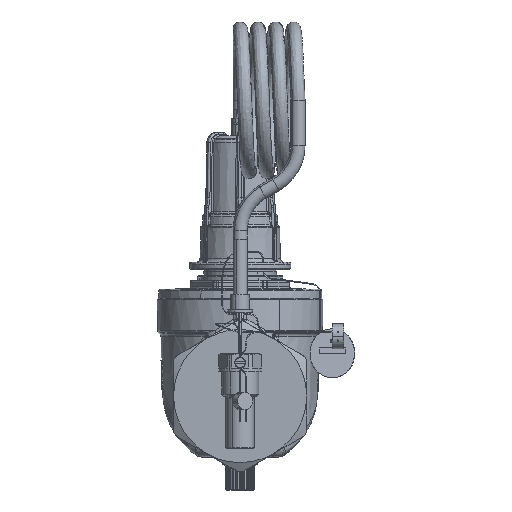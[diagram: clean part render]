
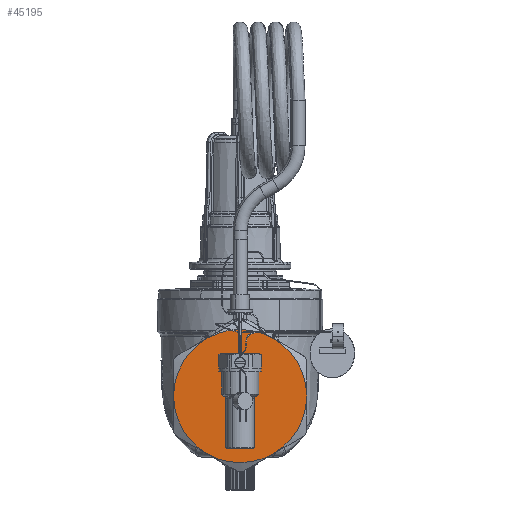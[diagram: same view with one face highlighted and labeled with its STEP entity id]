
A CAD part, front view. The second image highlights one B-rep face of the part: STEP entity #45195.
In plain terms, the highlighted planar face has unit normal (0, -1, 0).
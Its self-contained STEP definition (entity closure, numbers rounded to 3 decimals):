
#40677=CARTESIAN_POINT('Vertex',(-26.938,-82.029,51.912)) ;
#41071=CARTESIAN_POINT('Vertex',(10.462,-82.029,51.912)) ;
#42135=CARTESIAN_POINT('Vertex',(-45.638,-82.029,19.522)) ;
#42138=CARTESIAN_POINT('Axis2P3D Location',(-8.238,-82.029,19.522)) ;
#42152=CARTESIAN_POINT('Axis2P3D Location',(-8.238,-82.029,19.522)) ;
#42156=CARTESIAN_POINT('Vertex',(9.692,-82.029,52.344)) ;
#42860=CARTESIAN_POINT('Axis2P3D Location',(-8.238,-82.029,19.522)) ;
#42871=CARTESIAN_POINT('Axis2P3D Location',(-8.238,-82.029,19.522)) ;
#42875=CARTESIAN_POINT('Vertex',(29.162,-82.029,19.522)) ;
#45154=CARTESIAN_POINT('Axis2P3D Location',(-8.238,-82.029,-17.878)) ;
#45159=CARTESIAN_POINT('Axis2P3D Location',(-8.238,-82.029,19.522)) ;
#45163=CARTESIAN_POINT('Vertex',(-26.938,-82.029,-12.867)) ;
#45166=CARTESIAN_POINT('Axis2P3D Location',(-8.238,-82.029,19.522)) ;
#45170=CARTESIAN_POINT('Vertex',(-26.169,-82.029,-13.299)) ;
#45173=CARTESIAN_POINT('Axis2P3D Location',(-8.238,-82.029,19.522)) ;
#45177=CARTESIAN_POINT('Vertex',(10.462,-82.029,-12.867)) ;
#45180=CARTESIAN_POINT('Axis2P3D Location',(-8.238,-82.029,19.522)) ;
#42139=DIRECTION('Axis2P3D Direction',(0.,1.,0.)) ;
#42153=DIRECTION('Axis2P3D Direction',(0.,1.,0.)) ;
#42861=DIRECTION('Axis2P3D Direction',(0.,1.,0.)) ;
#42872=DIRECTION('Axis2P3D Direction',(0.,1.,0.)) ;
#45155=DIRECTION('Axis2P3D Direction',(0.,1.,0.)) ;
#45156=DIRECTION('Axis2P3D XDirection',(1.,0.,0.)) ;
#45160=DIRECTION('Axis2P3D Direction',(0.,1.,0.)) ;
#45167=DIRECTION('Axis2P3D Direction',(0.,1.,0.)) ;
#45174=DIRECTION('Axis2P3D Direction',(0.,1.,0.)) ;
#45181=DIRECTION('Axis2P3D Direction',(0.,1.,0.)) ;
#42140=AXIS2_PLACEMENT_3D('Circle Axis2P3D',#42138,#42139,$) ;
#42154=AXIS2_PLACEMENT_3D('Circle Axis2P3D',#42152,#42153,$) ;
#42862=AXIS2_PLACEMENT_3D('Circle Axis2P3D',#42860,#42861,$) ;
#42873=AXIS2_PLACEMENT_3D('Circle Axis2P3D',#42871,#42872,$) ;
#45157=AXIS2_PLACEMENT_3D('Plane Axis2P3D',#45154,#45155,#45156) ;
#45161=AXIS2_PLACEMENT_3D('Circle Axis2P3D',#45159,#45160,$) ;
#45168=AXIS2_PLACEMENT_3D('Circle Axis2P3D',#45166,#45167,$) ;
#45175=AXIS2_PLACEMENT_3D('Circle Axis2P3D',#45173,#45174,$) ;
#45182=AXIS2_PLACEMENT_3D('Circle Axis2P3D',#45180,#45181,$) ;
#45186=ORIENTED_EDGE('',*,*,#42142,.F.) ;
#45187=ORIENTED_EDGE('',*,*,#45165,.F.) ;
#45188=ORIENTED_EDGE('',*,*,#45172,.F.) ;
#45189=ORIENTED_EDGE('',*,*,#45179,.F.) ;
#45190=ORIENTED_EDGE('',*,*,#45184,.F.) ;
#45191=ORIENTED_EDGE('',*,*,#42877,.F.) ;
#45192=ORIENTED_EDGE('',*,*,#42864,.F.) ;
#45193=ORIENTED_EDGE('',*,*,#42158,.F.) ;
#45195=ADVANCED_FACE('PartBody',(#45194),#45158,.F.) ;
#42141=CIRCLE('generated circle',#42140,37.4) ;
#42155=CIRCLE('generated circle',#42154,37.4) ;
#42863=CIRCLE('generated circle',#42862,37.4) ;
#42874=CIRCLE('generated circle',#42873,37.4) ;
#45162=CIRCLE('generated circle',#45161,37.4) ;
#45169=CIRCLE('generated circle',#45168,37.4) ;
#45176=CIRCLE('generated circle',#45175,37.4) ;
#45183=CIRCLE('generated circle',#45182,37.4) ;
#42142=EDGE_CURVE('',#42136,#40678,#42141,.T.) ;
#42158=EDGE_CURVE('',#40678,#42157,#42155,.T.) ;
#42864=EDGE_CURVE('',#42157,#41072,#42863,.T.) ;
#42877=EDGE_CURVE('',#41072,#42876,#42874,.T.) ;
#45165=EDGE_CURVE('',#45164,#42136,#45162,.T.) ;
#45172=EDGE_CURVE('',#45171,#45164,#45169,.T.) ;
#45179=EDGE_CURVE('',#45178,#45171,#45176,.T.) ;
#45184=EDGE_CURVE('',#42876,#45178,#45183,.T.) ;
#45185=EDGE_LOOP('',(#45186,#45187,#45188,#45189,#45190,#45191,#45192,#45193)) ;
#45194=FACE_OUTER_BOUND('',#45185,.T.) ;
#45158=PLANE('',#45157) ;
#40678=VERTEX_POINT('',#40677) ;
#41072=VERTEX_POINT('',#41071) ;
#42136=VERTEX_POINT('',#42135) ;
#42157=VERTEX_POINT('',#42156) ;
#42876=VERTEX_POINT('',#42875) ;
#45164=VERTEX_POINT('',#45163) ;
#45171=VERTEX_POINT('',#45170) ;
#45178=VERTEX_POINT('',#45177) ;
